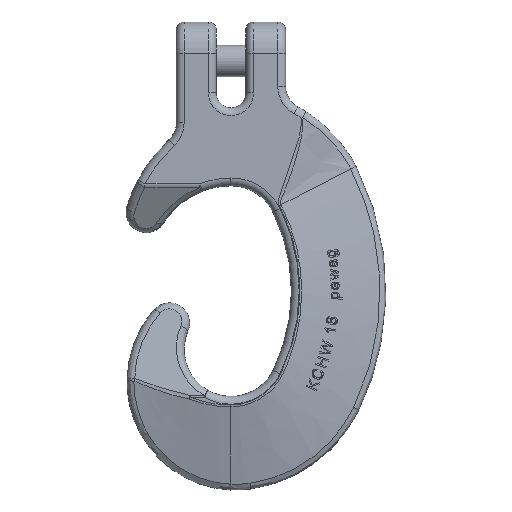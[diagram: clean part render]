
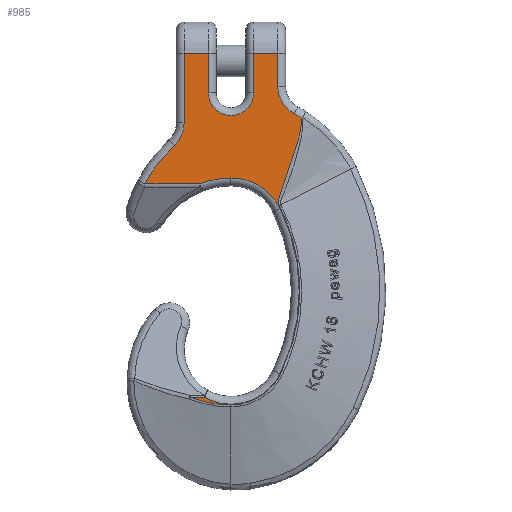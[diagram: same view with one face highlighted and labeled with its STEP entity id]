
A CAD part, top view. The second image highlights one B-rep face of the part: STEP entity #985.
In plain terms, the highlighted planar face has unit normal (0, 0, 1).
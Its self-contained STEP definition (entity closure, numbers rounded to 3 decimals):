
#203=PLANE('',#5166);
#346=CIRCLE('',#5157,14.5);
#347=CIRCLE('',#5158,20.);
#348=CIRCLE('',#5159,93.);
#349=CIRCLE('',#5160,56.);
#350=CIRCLE('',#5161,35.);
#351=CIRCLE('',#5162,120.);
#352=CIRCLE('',#5163,35.);
#353=CIRCLE('',#5164,85.);
#354=CIRCLE('',#5165,20.);
#462=LINE('',#7770,#675);
#463=LINE('',#7773,#676);
#464=LINE('',#7777,#677);
#465=LINE('',#7779,#678);
#466=LINE('',#7781,#679);
#467=LINE('',#7787,#680);
#468=LINE('',#7797,#681);
#469=LINE('',#7858,#682);
#675=VECTOR('',#5463,1.);
#676=VECTOR('',#5464,1.);
#677=VECTOR('',#5467,1.);
#678=VECTOR('',#5468,1.);
#679=VECTOR('',#5469,1.);
#680=VECTOR('',#5474,1.);
#681=VECTOR('',#5483,1.);
#682=VECTOR('',#5488,1.);
#985=ADVANCED_FACE('',(#1303),#203,.T.);
#1303=FACE_OUTER_BOUND('',#1633,.T.);
#1633=EDGE_LOOP('',(#2101,#2102,#2103,#2104,#2105,#2106,#2107,#2108,#2109,
#2110,#2111,#2112,#2113,#2114,#2115,#2116,#2117,#2118,#2119,#2120));
#2101=ORIENTED_EDGE('',*,*,#4067,.T.);
#2102=ORIENTED_EDGE('',*,*,#4068,.T.);
#2103=ORIENTED_EDGE('',*,*,#4069,.T.);
#2104=ORIENTED_EDGE('',*,*,#4070,.T.);
#2105=ORIENTED_EDGE('',*,*,#4071,.T.);
#2106=ORIENTED_EDGE('',*,*,#4072,.T.);
#2107=ORIENTED_EDGE('',*,*,#4073,.T.);
#2108=ORIENTED_EDGE('',*,*,#4074,.T.);
#2109=ORIENTED_EDGE('',*,*,#4075,.T.);
#2110=ORIENTED_EDGE('',*,*,#4076,.T.);
#2111=ORIENTED_EDGE('',*,*,#4077,.T.);
#2112=ORIENTED_EDGE('',*,*,#4078,.T.);
#2113=ORIENTED_EDGE('',*,*,#4079,.T.);
#2114=ORIENTED_EDGE('',*,*,#4080,.T.);
#2115=ORIENTED_EDGE('',*,*,#4081,.T.);
#2116=ORIENTED_EDGE('',*,*,#4082,.T.);
#2117=ORIENTED_EDGE('',*,*,#4083,.T.);
#2118=ORIENTED_EDGE('',*,*,#4084,.T.);
#2119=ORIENTED_EDGE('',*,*,#4085,.T.);
#2120=ORIENTED_EDGE('',*,*,#4086,.T.);
#3591=VERTEX_POINT('',#7771);
#3592=VERTEX_POINT('',#7772);
#3593=VERTEX_POINT('',#7774);
#3594=VERTEX_POINT('',#7776);
#3595=VERTEX_POINT('',#7778);
#3596=VERTEX_POINT('',#7780);
#3597=VERTEX_POINT('',#7782);
#3598=VERTEX_POINT('',#7784);
#3599=VERTEX_POINT('',#7786);
#3600=VERTEX_POINT('',#7788);
#3601=VERTEX_POINT('',#7790);
#3602=VERTEX_POINT('',#7792);
#3603=VERTEX_POINT('',#7794);
#3604=VERTEX_POINT('',#7796);
#3605=VERTEX_POINT('',#7798);
#3606=VERTEX_POINT('',#7805);
#3607=VERTEX_POINT('',#7834);
#3608=VERTEX_POINT('',#7853);
#3609=VERTEX_POINT('',#7855);
#3610=VERTEX_POINT('',#7857);
#4067=EDGE_CURVE('',#3591,#3592,#462,.T.);
#4068=EDGE_CURVE('',#3592,#3593,#463,.T.);
#4069=EDGE_CURVE('',#3593,#3594,#346,.T.);
#4070=EDGE_CURVE('',#3594,#3595,#464,.T.);
#4071=EDGE_CURVE('',#3595,#3596,#465,.T.);
#4072=EDGE_CURVE('',#3596,#3597,#466,.T.);
#4073=EDGE_CURVE('',#3597,#3598,#347,.T.);
#4074=EDGE_CURVE('',#3598,#3599,#348,.T.);
#4075=EDGE_CURVE('',#3599,#3600,#467,.T.);
#4076=EDGE_CURVE('',#3600,#3601,#349,.T.);
#4077=EDGE_CURVE('',#3601,#3602,#350,.T.);
#4078=EDGE_CURVE('',#3602,#3603,#351,.T.);
#4079=EDGE_CURVE('',#3603,#3604,#352,.T.);
#4080=EDGE_CURVE('',#3604,#3605,#468,.T.);
#4081=EDGE_CURVE('',#3605,#3606,#4800,.T.);
#4082=EDGE_CURVE('',#3606,#3607,#4801,.T.);
#4083=EDGE_CURVE('',#3607,#3608,#4802,.T.);
#4084=EDGE_CURVE('',#3608,#3609,#353,.T.);
#4085=EDGE_CURVE('',#3609,#3610,#354,.T.);
#4086=EDGE_CURVE('',#3610,#3591,#469,.T.);
#4800=B_SPLINE_CURVE_WITH_KNOTS('',3,(#7799,#7800,#7801,#7802,#7803,#7804),
.UNSPECIFIED.,.F.,.F.,(4,2,4),(0.,0.5,1.),.UNSPECIFIED.);
#4801=B_SPLINE_CURVE_WITH_KNOTS('',3,(#7806,#7807,#7808,#7809,#7810,#7811,
#7812,#7813,#7814,#7815,#7816,#7817,#7818,#7819,#7820,#7821,#7822,#7823,
#7824,#7825,#7826,#7827,#7828,#7829,#7830,#7831,#7832,#7833),.UNSPECIFIED.,
.F.,.F.,(4,2,2,2,2,2,2,2,2,2,2,2,2,4),(0.,0.063,0.125,0.188,0.25,0.313,
0.375,0.5,0.625,0.75,0.875,0.938,0.969,1.),.UNSPECIFIED.);
#4802=B_SPLINE_CURVE_WITH_KNOTS('',3,(#7835,#7836,#7837,#7838,#7839,#7840,
#7841,#7842,#7843,#7844,#7845,#7846,#7847,#7848,#7849,#7850,#7851,#7852),
.UNSPECIFIED.,.F.,.F.,(4,2,2,2,2,2,2,2,4),(0.,0.031,0.063,
0.125,0.25,0.5,0.75,
0.875,1.),.UNSPECIFIED.);
#5157=AXIS2_PLACEMENT_3D('',#7775,#5465,#5466);
#5158=AXIS2_PLACEMENT_3D('',#7783,#5470,#5471);
#5159=AXIS2_PLACEMENT_3D('',#7785,#5472,#5473);
#5160=AXIS2_PLACEMENT_3D('',#7789,#5475,#5476);
#5161=AXIS2_PLACEMENT_3D('',#7791,#5477,#5478);
#5162=AXIS2_PLACEMENT_3D('',#7793,#5479,#5480);
#5163=AXIS2_PLACEMENT_3D('',#7795,#5481,#5482);
#5164=AXIS2_PLACEMENT_3D('',#7854,#5484,#5485);
#5165=AXIS2_PLACEMENT_3D('',#7856,#5486,#5487);
#5166=AXIS2_PLACEMENT_3D('',#7859,#5489,#5490);
#5463=DIRECTION('',(-1.,0.,0.));
#5464=DIRECTION('',(0.,-1.,0.));
#5465=DIRECTION('',(0.,0.,-1.));
#5466=DIRECTION('',(1.,0.,0.));
#5467=DIRECTION('',(0.,1.,0.));
#5468=DIRECTION('',(-1.,0.,0.));
#5469=DIRECTION('',(0.,-1.,0.));
#5470=DIRECTION('',(0.,0.,-1.));
#5471=DIRECTION('',(1.,0.,0.));
#5472=DIRECTION('',(0.,0.,1.));
#5473=DIRECTION('',(1.,0.,0.));
#5474=DIRECTION('',(1.,0.,0.));
#5475=DIRECTION('',(0.,0.,-1.));
#5476=DIRECTION('',(1.,0.,0.));
#5477=DIRECTION('',(0.,0.,-1.));
#5478=DIRECTION('',(1.,0.,0.));
#5479=DIRECTION('',(0.,0.,-1.));
#5480=DIRECTION('',(1.,0.,0.));
#5481=DIRECTION('',(0.,0.,-1.));
#5482=DIRECTION('',(1.,0.,0.));
#5483=DIRECTION('',(-1.,0.,0.));
#5484=DIRECTION('',(0.,0.,1.));
#5485=DIRECTION('',(1.,0.,0.));
#5486=DIRECTION('',(0.,0.,-1.));
#5487=DIRECTION('',(1.,0.,0.));
#5488=DIRECTION('',(0.,1.,0.));
#5489=DIRECTION('',(0.,0.,1.));
#5490=DIRECTION('',(1.,0.,0.));
#7770=CARTESIAN_POINT('',(-76.281,220.,20.));
#7771=CARTESIAN_POINT('',(30.,220.,20.));
#7772=CARTESIAN_POINT('',(14.5,220.,20.));
#7773=CARTESIAN_POINT('',(14.5,67.5,20.));
#7774=CARTESIAN_POINT('',(14.5,194.5,20.));
#7775=CARTESIAN_POINT('',(0.,194.5,20.));
#7776=CARTESIAN_POINT('',(-14.5,194.5,20.));
#7777=CARTESIAN_POINT('',(-14.5,67.5,20.));
#7778=CARTESIAN_POINT('',(-14.5,220.,20.));
#7779=CARTESIAN_POINT('',(-76.281,220.,20.));
#7780=CARTESIAN_POINT('',(-30.,220.,20.));
#7781=CARTESIAN_POINT('',(-30.,67.5,20.));
#7782=CARTESIAN_POINT('',(-30.,175.372,20.));
#7783=CARTESIAN_POINT('',(-50.,175.372,20.));
#7784=CARTESIAN_POINT('',(-36.393,160.714,20.));
#7785=CARTESIAN_POINT('',(26.881,92.557,20.));
#7786=CARTESIAN_POINT('',(-55.206,136.268,20.));
#7787=CARTESIAN_POINT('',(-76.281,136.268,20.));
#7788=CARTESIAN_POINT('',(-20.1,136.268,20.));
#7789=CARTESIAN_POINT('',(0.,84.,20.));
#7790=CARTESIAN_POINT('',(0.,140.,20.));
#7791=CARTESIAN_POINT('',(0.,105.,20.));
#7792=CARTESIAN_POINT('',(31.41,120.441,20.));
#7793=CARTESIAN_POINT('',(-76.281,67.5,20.));
#7794=CARTESIAN_POINT('',(31.41,14.559,20.));
#7795=CARTESIAN_POINT('',(0.,30.,20.));
#7796=CARTESIAN_POINT('',(-17.03,-0.577,20.));
#7797=CARTESIAN_POINT('',(-27.621,-0.577,20.));
#7798=CARTESIAN_POINT('',(-26.206,-0.577,20.));
#7799=CARTESIAN_POINT('',(-26.206,-0.577,20.));
#7800=CARTESIAN_POINT('',(-22.028,-2.224,20.));
#7801=CARTESIAN_POINT('',(-17.679,-3.421,20.));
#7802=CARTESIAN_POINT('',(-8.923,-4.981,20.));
#7803=CARTESIAN_POINT('',(-4.488,-5.358,20.));
#7804=CARTESIAN_POINT('',(0.001,-5.362,20.));
#7805=CARTESIAN_POINT('',(0.001,-5.362,20.));
#7806=CARTESIAN_POINT('',(0.001,-5.362,20.));
#7807=CARTESIAN_POINT('',(3.195,-5.365,20.));
#7808=CARTESIAN_POINT('',(6.316,-4.939,20.));
#7809=CARTESIAN_POINT('',(12.418,-3.258,20.));
#7810=CARTESIAN_POINT('',(15.404,-1.982,20.));
#7811=CARTESIAN_POINT('',(20.84,1.275,20.));
#7812=CARTESIAN_POINT('',(23.294,3.234,20.));
#7813=CARTESIAN_POINT('',(27.671,7.813,20.));
#7814=CARTESIAN_POINT('',(29.549,10.405,20.));
#7815=CARTESIAN_POINT('',(32.535,15.957,20.));
#7816=CARTESIAN_POINT('',(33.821,18.87,20.));
#7817=CARTESIAN_POINT('',(36.239,24.69,20.));
#7818=CARTESIAN_POINT('',(37.315,27.635,20.));
#7819=CARTESIAN_POINT('',(40.19,36.563,20.));
#7820=CARTESIAN_POINT('',(41.641,42.638,20.));
#7821=CARTESIAN_POINT('',(43.591,55.038,20.));
#7822=CARTESIAN_POINT('',(44.081,61.392,20.));
#7823=CARTESIAN_POINT('',(44.067,73.946,20.));
#7824=CARTESIAN_POINT('',(43.575,80.194,20.));
#7825=CARTESIAN_POINT('',(41.599,92.631,20.));
#7826=CARTESIAN_POINT('',(40.108,98.813,20.));
#7827=CARTESIAN_POINT('',(37.195,107.773,20.));
#7828=CARTESIAN_POINT('',(36.109,110.719,20.));
#7829=CARTESIAN_POINT('',(34.294,115.072,20.));
#7830=CARTESIAN_POINT('',(33.658,116.512,20.));
#7831=CARTESIAN_POINT('',(32.35,119.379,20.));
#7832=CARTESIAN_POINT('',(31.679,120.807,20.));
#7833=CARTESIAN_POINT('',(30.905,122.198,20.));
#7834=CARTESIAN_POINT('',(30.903,122.197,20.));
#7835=CARTESIAN_POINT('',(30.902,122.196,20.));
#7836=CARTESIAN_POINT('',(30.622,122.744,20.));
#7837=CARTESIAN_POINT('',(30.381,123.307,20.));
#7838=CARTESIAN_POINT('',(30.163,124.526,20.));
#7839=CARTESIAN_POINT('',(30.195,125.142,20.));
#7840=CARTESIAN_POINT('',(30.508,126.948,20.));
#7841=CARTESIAN_POINT('',(30.937,128.108,20.));
#7842=CARTESIAN_POINT('',(32.157,131.568,20.));
#7843=CARTESIAN_POINT('',(33.034,133.854,20.));
#7844=CARTESIAN_POINT('',(35.634,140.718,20.));
#7845=CARTESIAN_POINT('',(37.37,145.296,20.));
#7846=CARTESIAN_POINT('',(40.55,154.553,20.));
#7847=CARTESIAN_POINT('',(42.011,159.22,20.));
#7848=CARTESIAN_POINT('',(43.767,166.353,20.));
#7849=CARTESIAN_POINT('',(44.276,168.742,20.));
#7850=CARTESIAN_POINT('',(45.033,173.548,20.));
#7851=CARTESIAN_POINT('',(45.299,175.963,20.));
#7852=CARTESIAN_POINT('',(45.255,178.413,20.));
#7853=CARTESIAN_POINT('',(45.255,178.413,20.));
#7854=CARTESIAN_POINT('',(0.,106.462,20.));
#7855=CARTESIAN_POINT('',(40.476,181.206,20.));
#7856=CARTESIAN_POINT('',(50.,198.793,20.));
#7857=CARTESIAN_POINT('',(30.,198.793,20.));
#7858=CARTESIAN_POINT('',(30.,67.5,20.));
#7859=CARTESIAN_POINT('',(-76.281,67.5,20.));
